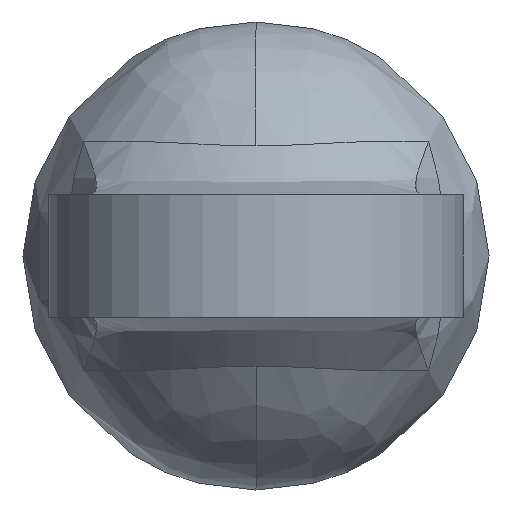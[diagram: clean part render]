
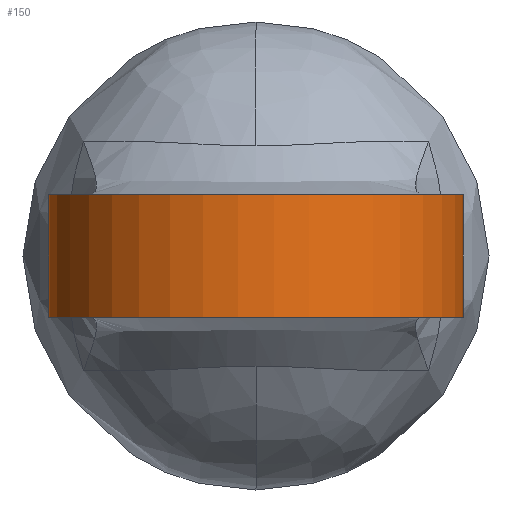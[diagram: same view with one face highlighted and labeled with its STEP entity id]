
A CAD part, left-side view. The second image highlights one B-rep face of the part: STEP entity #150.
In plain terms, the highlighted cylindrical face has radius 42.5 mm (diameter 85 mm), a partial arc.
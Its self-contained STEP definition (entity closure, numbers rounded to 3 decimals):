
#37 = ORIENTED_EDGE ( 'NONE', *, *, #220, .T. ) ;
#80 = VERTEX_POINT ( 'NONE', #259 ) ;
#150 = ADVANCED_FACE ( 'NONE', ( #1167 ), #1112, .T. ) ;
#201 = AXIS2_PLACEMENT_3D ( 'NONE', #1044, #1042, #1041 ) ;
#205 = VERTEX_POINT ( 'NONE', #1245 ) ;
#220 = EDGE_CURVE ( 'NONE', #205, #1132, #992, .T. ) ;
#235 = DIRECTION ( 'NONE',  ( 1., 0., 0. ) ) ;
#246 = CARTESIAN_POINT ( 'NONE',  ( 0., 0., -12.5 ) ) ;
#250 = DIRECTION ( 'NONE',  ( 0., 0., 1. ) ) ;
#256 = EDGE_CURVE ( 'NONE', #1156, #1132, #288, .T. ) ;
#259 = CARTESIAN_POINT ( 'NONE',  ( 22.6, 35.993, -12.5 ) ) ;
#281 = ORIENTED_EDGE ( 'NONE', *, *, #256, .F. ) ;
#288 = CIRCLE ( 'NONE', #903, 42.5 ) ;
#339 = CARTESIAN_POINT ( 'NONE',  ( 22.6, 35.993, -12.5 ) ) ;
#345 = CARTESIAN_POINT ( 'NONE',  ( 22.164, 36.267, -8.348 ) ) ;
#349 = CARTESIAN_POINT ( 'NONE',  ( 21.944, 36.396, -4.185 ) ) ;
#352 = CARTESIAN_POINT ( 'NONE',  ( 21.944, 36.397, 2.074 ) ) ;
#364 = CARTESIAN_POINT ( 'NONE',  ( 21.998, 36.364, 4.165 ) ) ;
#386 = CARTESIAN_POINT ( 'NONE',  ( 22.218, 36.23, 8.34 ) ) ;
#393 = EDGE_LOOP ( 'NONE', ( #576, #37, #281, #1049 ) ) ;
#422 = CARTESIAN_POINT ( 'NONE',  ( 22.382, 36.13, 10.424 ) ) ;
#451 = EDGE_CURVE ( 'NONE', #80, #205, #960, .T. ) ;
#515 = B_SPLINE_CURVE_WITH_KNOTS ( 'NONE', 3,
 ( #975, #422, #386, #364, #352, #349, #345, #339 ),
 .UNSPECIFIED., .F., .F.,
 ( 4, 2, 2, 4 ),
 ( 0., 0.006, 0.013, 0.025 ),
 .UNSPECIFIED. ) ;
#576 = ORIENTED_EDGE ( 'NONE', *, *, #451, .T. ) ;
#590 = CARTESIAN_POINT ( 'NONE',  ( 22.6, 35.993, 12.5 ) ) ;
#594 = EDGE_CURVE ( 'NONE', #1156, #80, #515, .T. ) ;
#605 = CARTESIAN_POINT ( 'NONE',  ( 22.6, -35.993, 12.5 ) ) ;
#903 = AXIS2_PLACEMENT_3D ( 'NONE', #1130, #1122, #1100 ) ;
#916 = AXIS2_PLACEMENT_3D ( 'NONE', #246, #250, #235 ) ;
#960 = CIRCLE ( 'NONE', #201, 42.5 ) ;
#975 = CARTESIAN_POINT ( 'NONE',  ( 22.6, 35.993, 12.5 ) ) ;
#992 = B_SPLINE_CURVE_WITH_KNOTS ( 'NONE', 3,
 ( #1240, #1236, #1221, #1216, #1212, #1209, #1208, #1177 ),
 .UNSPECIFIED., .F., .F.,
 ( 4, 2, 2, 4 ),
 ( 0., 0.006, 0.013, 0.025 ),
 .UNSPECIFIED. ) ;
#1041 = DIRECTION ( 'NONE',  ( 1., 0., 0. ) ) ;
#1042 = DIRECTION ( 'NONE',  ( 0., 0., 1. ) ) ;
#1044 = CARTESIAN_POINT ( 'NONE',  ( 0., 0., -12.5 ) ) ;
#1049 = ORIENTED_EDGE ( 'NONE', *, *, #594, .T. ) ;
#1100 = DIRECTION ( 'NONE',  ( 1., 0., 0. ) ) ;
#1112 = CYLINDRICAL_SURFACE ( 'NONE', #916, 42.5 ) ;
#1122 = DIRECTION ( 'NONE',  ( 0., 0., 1. ) ) ;
#1130 = CARTESIAN_POINT ( 'NONE',  ( 0., 0., 12.5 ) ) ;
#1132 = VERTEX_POINT ( 'NONE', #605 ) ;
#1156 = VERTEX_POINT ( 'NONE', #590 ) ;
#1167 = FACE_OUTER_BOUND ( 'NONE', #393, .T. ) ;
#1177 = CARTESIAN_POINT ( 'NONE',  ( 22.6, -35.993, 12.5 ) ) ;
#1208 = CARTESIAN_POINT ( 'NONE',  ( 22.164, -36.267, 8.348 ) ) ;
#1209 = CARTESIAN_POINT ( 'NONE',  ( 21.944, -36.396, 4.185 ) ) ;
#1212 = CARTESIAN_POINT ( 'NONE',  ( 21.944, -36.397, -2.074 ) ) ;
#1216 = CARTESIAN_POINT ( 'NONE',  ( 21.998, -36.364, -4.165 ) ) ;
#1221 = CARTESIAN_POINT ( 'NONE',  ( 22.218, -36.23, -8.34 ) ) ;
#1236 = CARTESIAN_POINT ( 'NONE',  ( 22.382, -36.13, -10.424 ) ) ;
#1240 = CARTESIAN_POINT ( 'NONE',  ( 22.6, -35.993, -12.5 ) ) ;
#1245 = CARTESIAN_POINT ( 'NONE',  ( 22.6, -35.993, -12.5 ) ) ;
